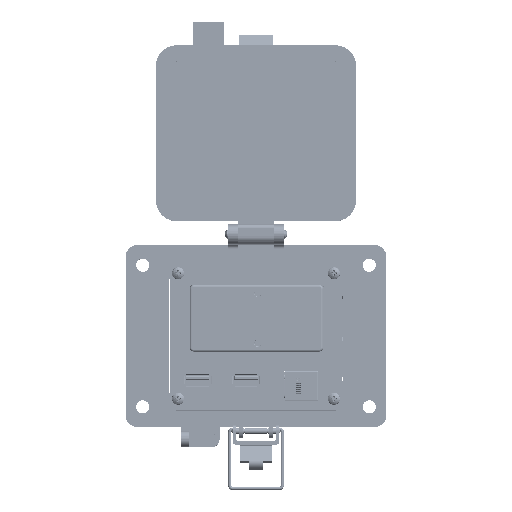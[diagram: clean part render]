
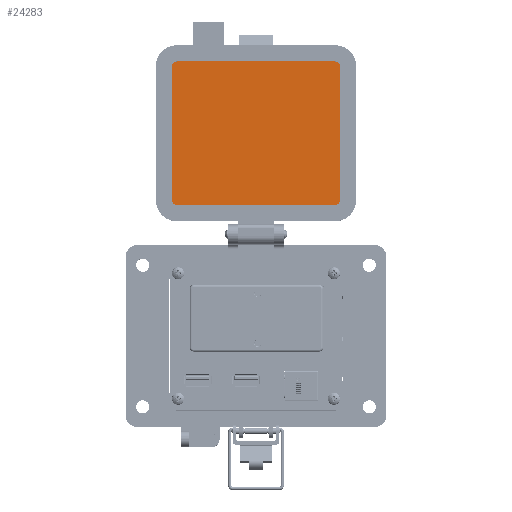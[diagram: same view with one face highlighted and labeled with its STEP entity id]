
A CAD part, top view. The second image highlights one B-rep face of the part: STEP entity #24283.
In plain terms, the highlighted planar face has unit normal (0, 0, 1).
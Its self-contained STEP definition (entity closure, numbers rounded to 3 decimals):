
#1441 = DIRECTION ( 'NONE',  ( -1., 0., 0. ) ) ;
#2218 = PLANE ( 'NONE',  #69814 ) ;
#5083 = DIRECTION ( 'NONE',  ( 0., 0., -1. ) ) ;
#8992 = ORIENTED_EDGE ( 'NONE', *, *, #62671, .F. ) ;
#9218 = VERTEX_POINT ( 'NONE', #121432 ) ;
#12348 = CARTESIAN_POINT ( 'NONE',  ( 35.912, 60.004, 19.202 ) ) ;
#12569 = AXIS2_PLACEMENT_3D ( 'NONE', #25651, #70237, #60111 ) ;
#18689 = EDGE_CURVE ( 'NONE', #37033, #71074, #120404, .T. ) ;
#20789 = CIRCLE ( 'NONE', #48350, 2.299 ) ;
#22059 = VECTOR ( 'NONE', #132772, 1000. ) ;
#24283 = ADVANCED_FACE ( 'NONE', ( #48143 ), #2218, .T. ) ;
#25651 = CARTESIAN_POINT ( 'NONE',  ( 35.912, 126.389, 19.202 ) ) ;
#32064 = CARTESIAN_POINT ( 'NONE',  ( -3.279, 128.688, 19.202 ) ) ;
#33928 = CARTESIAN_POINT ( 'NONE',  ( -44.769, 93.196, 19.202 ) ) ;
#35545 = ORIENTED_EDGE ( 'NONE', *, *, #123093, .F. ) ;
#37033 = VERTEX_POINT ( 'NONE', #119033 ) ;
#43274 = LINE ( 'NONE', #33928, #109959 ) ;
#45043 = LINE ( 'NONE', #88907, #22059 ) ;
#46030 = CARTESIAN_POINT ( 'NONE',  ( 39.871, 130.108, 19.202 ) ) ;
#46875 = AXIS2_PLACEMENT_3D ( 'NONE', #91328, #93419, #112887 ) ;
#48143 = FACE_OUTER_BOUND ( 'NONE', #76604, .T. ) ;
#48350 = AXIS2_PLACEMENT_3D ( 'NONE', #79214, #5083, #103539 ) ;
#48863 = VECTOR ( 'NONE', #1441, 1000. ) ;
#55326 = CARTESIAN_POINT ( 'NONE',  ( -3.279, 57.705, 19.202 ) ) ;
#56170 = DIRECTION ( 'NONE',  ( 0., -1., 0. ) ) ;
#58646 = ORIENTED_EDGE ( 'NONE', *, *, #94479, .F. ) ;
#60111 = DIRECTION ( 'NONE',  ( 1., 0., 0. ) ) ;
#60261 = VERTEX_POINT ( 'NONE', #119242 ) ;
#62671 = EDGE_CURVE ( 'NONE', #94713, #135653, #43274, .T. ) ;
#67696 = EDGE_CURVE ( 'NONE', #9218, #116121, #99897, .T. ) ;
#69049 = DIRECTION ( 'NONE',  ( -1., 0., 0. ) ) ;
#69814 = AXIS2_PLACEMENT_3D ( 'NONE', #46030, #89895, #69049 ) ;
#70237 = DIRECTION ( 'NONE',  ( 0., 0., -1. ) ) ;
#71074 = VERTEX_POINT ( 'NONE', #81749 ) ;
#73890 = ORIENTED_EDGE ( 'NONE', *, *, #67696, .F. ) ;
#74686 = CIRCLE ( 'NONE', #90803, 2.299 ) ;
#75621 = ORIENTED_EDGE ( 'NONE', *, *, #105092, .F. ) ;
#76604 = EDGE_LOOP ( 'NONE', ( #92275, #35545, #121482, #58646, #75621, #8992, #81154, #73890 ) ) ;
#77982 = VERTEX_POINT ( 'NONE', #140136 ) ;
#79214 = CARTESIAN_POINT ( 'NONE',  ( -42.469, 126.389, 19.202 ) ) ;
#81154 = ORIENTED_EDGE ( 'NONE', *, *, #120957, .F. ) ;
#81583 = CARTESIAN_POINT ( 'NONE',  ( -44.769, 60.004, 19.202 ) ) ;
#81749 = CARTESIAN_POINT ( 'NONE',  ( 38.212, 126.389, 19.202 ) ) ;
#88552 = DIRECTION ( 'NONE',  ( 0., 0., -1. ) ) ;
#88907 = CARTESIAN_POINT ( 'NONE',  ( 38.212, 93.196, 19.202 ) ) ;
#89269 = DIRECTION ( 'NONE',  ( 0., 1., 0. ) ) ;
#89895 = DIRECTION ( 'NONE',  ( 0., 0., 1. ) ) ;
#90803 = AXIS2_PLACEMENT_3D ( 'NONE', #12348, #88552, #56170 ) ;
#91328 = CARTESIAN_POINT ( 'NONE',  ( -42.469, 60.004, 19.202 ) ) ;
#92275 = ORIENTED_EDGE ( 'NONE', *, *, #122219, .F. ) ;
#93419 = DIRECTION ( 'NONE',  ( 0., 0., -1. ) ) ;
#94479 = EDGE_CURVE ( 'NONE', #60261, #37033, #140643, .T. ) ;
#94713 = VERTEX_POINT ( 'NONE', #81583 ) ;
#97378 = CARTESIAN_POINT ( 'NONE',  ( -44.769, 126.389, 19.202 ) ) ;
#99897 = LINE ( 'NONE', #55326, #48863 ) ;
#103539 = DIRECTION ( 'NONE',  ( 0., -1., 0. ) ) ;
#105092 = EDGE_CURVE ( 'NONE', #135653, #60261, #20789, .T. ) ;
#105121 = CARTESIAN_POINT ( 'NONE',  ( -42.469, 57.705, 19.202 ) ) ;
#109959 = VECTOR ( 'NONE', #89269, 1000. ) ;
#112887 = DIRECTION ( 'NONE',  ( 1., 0., 0. ) ) ;
#116121 = VERTEX_POINT ( 'NONE', #105121 ) ;
#119033 = CARTESIAN_POINT ( 'NONE',  ( 35.912, 128.688, 19.202 ) ) ;
#119242 = CARTESIAN_POINT ( 'NONE',  ( -42.469, 128.688, 19.202 ) ) ;
#119757 = DIRECTION ( 'NONE',  ( 1., 0., 0. ) ) ;
#120404 = CIRCLE ( 'NONE', #12569, 2.299 ) ;
#120957 = EDGE_CURVE ( 'NONE', #116121, #94713, #134139, .T. ) ;
#121432 = CARTESIAN_POINT ( 'NONE',  ( 35.912, 57.705, 19.202 ) ) ;
#121482 = ORIENTED_EDGE ( 'NONE', *, *, #18689, .F. ) ;
#122219 = EDGE_CURVE ( 'NONE', #77982, #9218, #74686, .T. ) ;
#123093 = EDGE_CURVE ( 'NONE', #71074, #77982, #45043, .T. ) ;
#125705 = VECTOR ( 'NONE', #119757, 1000. ) ;
#132772 = DIRECTION ( 'NONE',  ( 0., -1., 0. ) ) ;
#134139 = CIRCLE ( 'NONE', #46875, 2.299 ) ;
#135653 = VERTEX_POINT ( 'NONE', #97378 ) ;
#140136 = CARTESIAN_POINT ( 'NONE',  ( 38.212, 60.004, 19.202 ) ) ;
#140643 = LINE ( 'NONE', #32064, #125705 ) ;
